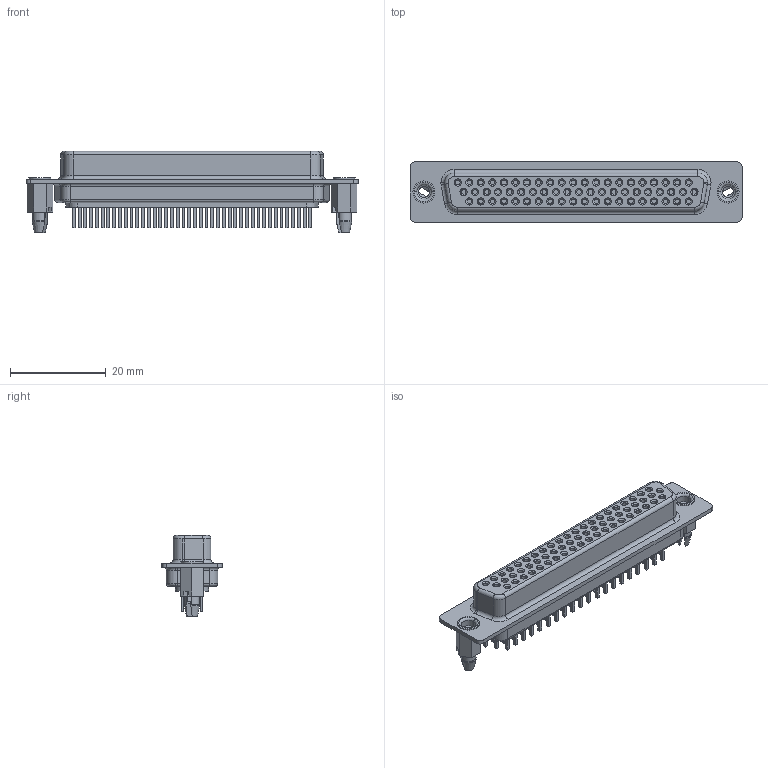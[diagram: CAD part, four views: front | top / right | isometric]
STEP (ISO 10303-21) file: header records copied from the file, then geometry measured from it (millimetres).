
FILE_DESCRIPTION (( 'STEP AP214' ), '1' );
FILE_NAME ('K86X-CD-62S-BR_rA3.STEP', '2012-08-17T23:45:07', ( 'Daniel' ), ( 'Microsoft' ), 'SwSTEP 2.0', 'SolidWorks 2012', '' );
FILE_SCHEMA (( 'AUTOMOTIVE_DESIGN' ));
Length unit declared in the file: millimetre
Products named in the file (1): K86X-CD-62S-BR_rA3
Bounding box: 69.32 x 12.55 x 17 mm (x, y, z)
Volume: 6072 mm3; surface area: 4865.8 mm2
Topology: 1 solids, 1 shells, 772 faces, 1752 edges, 1111 vertices
Faces by surface type: plane 427, cylinder 183, cone 138, torus 24
Entity records: 25092 total; most frequent: DIRECTION 3821, CARTESIAN_POINT 3718, ORIENTED_EDGE 3504, EDGE_CURVE 1752, AXIS2_PLACEMENT_3D 1310, LINE 1201, VECTOR 1201, VERTEX_POINT 1111
